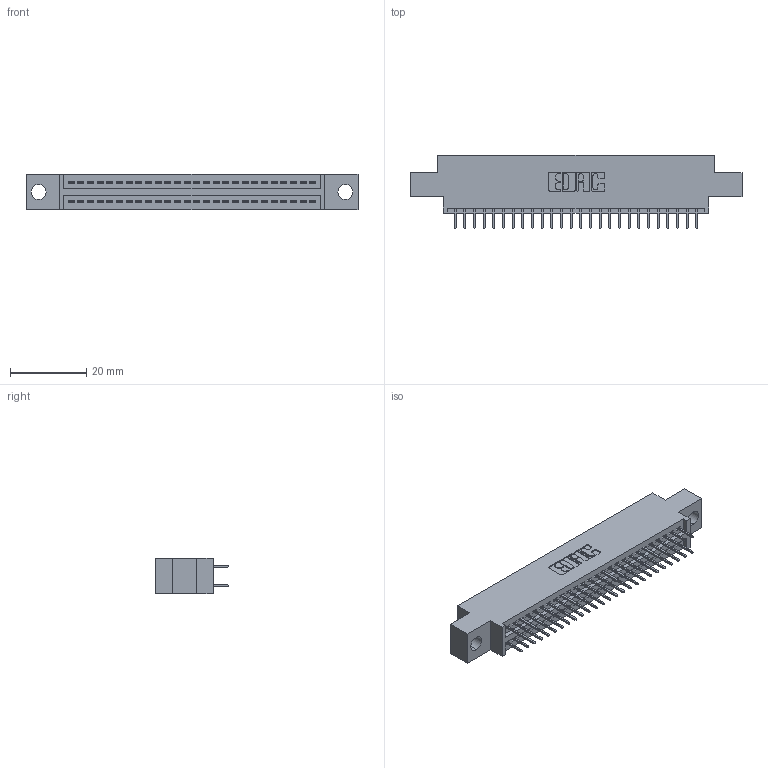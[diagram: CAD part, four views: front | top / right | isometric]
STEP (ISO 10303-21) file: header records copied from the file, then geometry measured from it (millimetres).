
FILE_DESCRIPTION (( 'STEP AP203' ), '1' );
FILE_NAME ('395-052-524-804.STEP', '2018-11-20T22:53:48', ( '' ), ( '' ), 'SwSTEP 2.0', 'SolidWorks 2016', '' );
FILE_SCHEMA (( 'CONFIG_CONTROL_DESIGN' ));
Length unit declared in the file: inch
Products named in the file (3): 345 Part_0.170 Offset - 0.156 Dia-TH; 395-052-524-804; 345-292-001_345-293-124
Assembly tree (53 placements, depth 2):
  395-052-524-804
    345 Part_0.170 Offset - 0.156 Dia-TH
    345-292-001_345-293-124  x52
Bounding box: 87.25 x 19.35 x 9.4 mm (x, y, z)
Volume: 8047 mm3; surface area: 11335.9 mm2
Topology: 53 solids, 53 shells, 2938 faces, 8309 edges, 5330 vertices
Faces by surface type: plane 2112, cylinder 826
Entity records: 22763 total; most frequent: CARTESIAN_POINT 3832, ORIENTED_EDGE 3766, DIRECTION 3399, EDGE_CURVE 1883, LINE 1651, VECTOR 1651, VERTEX_POINT 1250, AXIS2_PLACEMENT_3D 874
